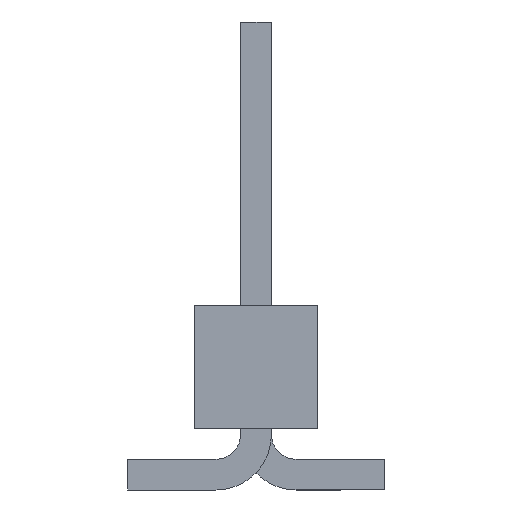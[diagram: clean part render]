
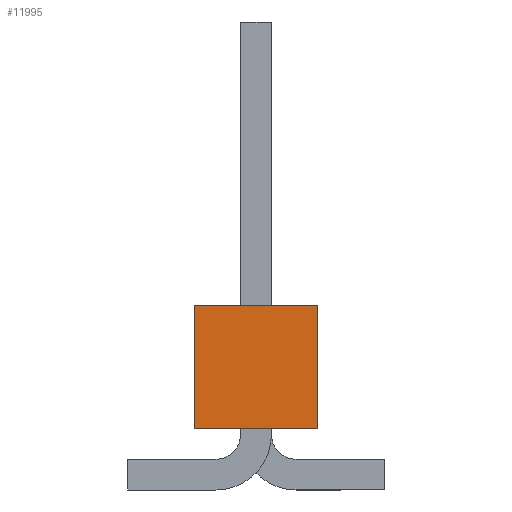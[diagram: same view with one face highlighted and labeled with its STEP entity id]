
A CAD part, left-side view. The second image highlights one B-rep face of the part: STEP entity #11995.
In plain terms, the highlighted planar face has unit normal (-1, 0, 0).
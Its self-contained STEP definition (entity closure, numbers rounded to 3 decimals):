
#1766 = VERTEX_POINT('',#1767);
#1767 = CARTESIAN_POINT('',(-63.5,1.27,-1.27));
#1773 = EDGE_CURVE('',#1766,#1774,#1776,.T.);
#1774 = VERTEX_POINT('',#1775);
#1775 = CARTESIAN_POINT('',(-63.5,1.27,1.27));
#1776 = LINE('',#1777,#1778);
#1777 = CARTESIAN_POINT('',(-63.5,1.27,-1.27));
#1778 = VECTOR('',#1779,1.);
#1779 = DIRECTION('',(0.,0.,1.));
#9770 = VERTEX_POINT('',#9771);
#9771 = CARTESIAN_POINT('',(-63.5,-1.27,1.27));
#9777 = EDGE_CURVE('',#9778,#9770,#9780,.T.);
#9778 = VERTEX_POINT('',#9779);
#9779 = CARTESIAN_POINT('',(-63.5,-1.27,-1.27));
#9780 = LINE('',#9781,#9782);
#9781 = CARTESIAN_POINT('',(-63.5,-1.27,-1.27));
#9782 = VECTOR('',#9783,1.);
#9783 = DIRECTION('',(0.,0.,1.));
#9806 = EDGE_CURVE('',#1766,#9778,#9807,.T.);
#9807 = LINE('',#9808,#9809);
#9808 = CARTESIAN_POINT('',(-63.5,1.27,-1.27));
#9809 = VECTOR('',#9810,1.);
#9810 = DIRECTION('',(0.,-1.,0.));
#11984 = EDGE_CURVE('',#1774,#9770,#11985,.T.);
#11985 = LINE('',#11986,#11987);
#11986 = CARTESIAN_POINT('',(-63.5,1.27,1.27));
#11987 = VECTOR('',#11988,1.);
#11988 = DIRECTION('',(0.,-1.,0.));
#11995 = ADVANCED_FACE('',(#11996),#12002,.F.);
#11996 = FACE_BOUND('',#11997,.T.);
#11997 = EDGE_LOOP('',(#11998,#11999,#12000,#12001));
#11998 = ORIENTED_EDGE('',*,*,#9777,.T.);
#11999 = ORIENTED_EDGE('',*,*,#11984,.F.);
#12000 = ORIENTED_EDGE('',*,*,#1773,.F.);
#12001 = ORIENTED_EDGE('',*,*,#9806,.T.);
#12002 = PLANE('',#12003);
#12003 = AXIS2_PLACEMENT_3D('',#12004,#12005,#12006);
#12004 = CARTESIAN_POINT('',(-63.5,1.27,-1.27));
#12005 = DIRECTION('',(1.,0.,0.));
#12006 = DIRECTION('',(0.,0.,-1.));
